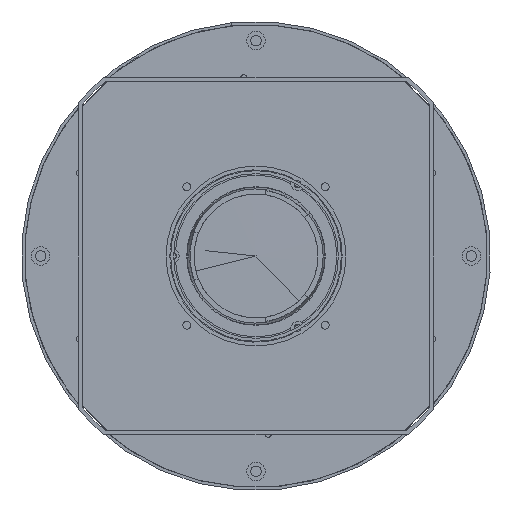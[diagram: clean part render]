
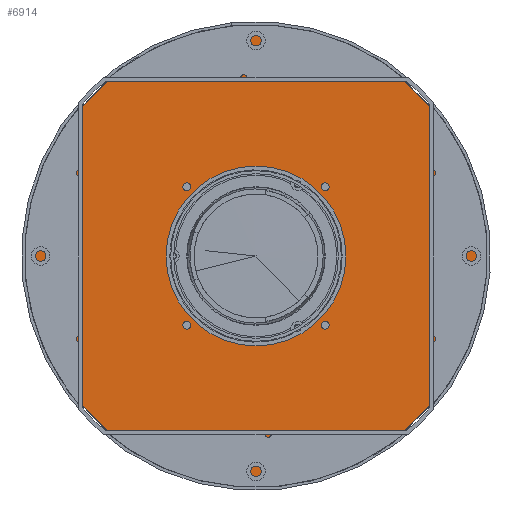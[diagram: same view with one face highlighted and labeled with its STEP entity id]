
A CAD part, front view. The second image highlights one B-rep face of the part: STEP entity #6914.
In plain terms, the highlighted face is planar.
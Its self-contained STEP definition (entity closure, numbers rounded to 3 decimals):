
#6657=CARTESIAN_POINT('',(0.,10.,0.));
#6658=DIRECTION('',(0.,-1.,0.));
#6659=DIRECTION('',(1.,0.,0.));
#6660=AXIS2_PLACEMENT_3D('',#6657,#6658,#6659);
#6662=CARTESIAN_POINT('',(0.,10.,0.));
#6663=DIRECTION('',(0.,-1.,0.));
#6664=DIRECTION('',(-1.,0.,0.));
#6665=AXIS2_PLACEMENT_3D('',#6662,#6663,#6664);
#6667=CARTESIAN_POINT('',(-45.,10.,-45.));
#6668=DIRECTION('',(0.,-1.,0.));
#6669=DIRECTION('',(1.,0.,0.));
#6670=AXIS2_PLACEMENT_3D('',#6667,#6668,#6669);
#6672=CARTESIAN_POINT('',(-45.,10.,-45.));
#6673=DIRECTION('',(0.,-1.,0.));
#6674=DIRECTION('',(-1.,0.,0.));
#6675=AXIS2_PLACEMENT_3D('',#6672,#6673,#6674);
#6677=CARTESIAN_POINT('',(-45.,10.,45.));
#6678=DIRECTION('',(0.,-1.,0.));
#6679=DIRECTION('',(1.,0.,0.));
#6680=AXIS2_PLACEMENT_3D('',#6677,#6678,#6679);
#6682=CARTESIAN_POINT('',(-45.,10.,45.));
#6683=DIRECTION('',(0.,-1.,0.));
#6684=DIRECTION('',(-1.,0.,0.));
#6685=AXIS2_PLACEMENT_3D('',#6682,#6683,#6684);
#6687=CARTESIAN_POINT('',(45.,10.,45.));
#6688=DIRECTION('',(0.,-1.,0.));
#6689=DIRECTION('',(1.,0.,0.));
#6690=AXIS2_PLACEMENT_3D('',#6687,#6688,#6689);
#6692=CARTESIAN_POINT('',(45.,10.,45.));
#6693=DIRECTION('',(0.,-1.,0.));
#6694=DIRECTION('',(-1.,0.,0.));
#6695=AXIS2_PLACEMENT_3D('',#6692,#6693,#6694);
#6697=CARTESIAN_POINT('',(45.,10.,-45.));
#6698=DIRECTION('',(0.,-1.,0.));
#6699=DIRECTION('',(1.,0.,0.));
#6700=AXIS2_PLACEMENT_3D('',#6697,#6698,#6699);
#6702=CARTESIAN_POINT('',(45.,10.,-45.));
#6703=DIRECTION('',(0.,-1.,0.));
#6704=DIRECTION('',(-1.,0.,0.));
#6705=AXIS2_PLACEMENT_3D('',#6702,#6703,#6704);
#6707=CARTESIAN_POINT('',(0.,10.,0.));
#6708=DIRECTION('',(0.,1.,0.));
#6709=DIRECTION('',(1.,0.,0.));
#6710=AXIS2_PLACEMENT_3D('',#6707,#6708,#6709);
#6712=CARTESIAN_POINT('',(0.,10.,0.));
#6713=DIRECTION('',(0.,1.,0.));
#6714=DIRECTION('',(-1.,0.,0.));
#6715=AXIS2_PLACEMENT_3D('',#6712,#6713,#6714);
#6777=CARTESIAN_POINT('',(58.5,10.,0.));
#6778=CARTESIAN_POINT('',(-58.5,10.,0.));
#6779=VERTEX_POINT('',#6777);
#6780=VERTEX_POINT('',#6778);
#6781=CARTESIAN_POINT('',(-42.5,10.,-45.));
#6782=CARTESIAN_POINT('',(-47.5,10.,-45.));
#6783=VERTEX_POINT('',#6781);
#6784=VERTEX_POINT('',#6782);
#6785=CARTESIAN_POINT('',(-42.5,10.,45.));
#6786=CARTESIAN_POINT('',(-47.5,10.,45.));
#6787=VERTEX_POINT('',#6785);
#6788=VERTEX_POINT('',#6786);
#6789=CARTESIAN_POINT('',(47.5,10.,45.));
#6790=CARTESIAN_POINT('',(42.5,10.,45.));
#6791=VERTEX_POINT('',#6789);
#6792=VERTEX_POINT('',#6790);
#6793=CARTESIAN_POINT('',(47.5,10.,-45.));
#6794=CARTESIAN_POINT('',(42.5,10.,-45.));
#6795=VERTEX_POINT('',#6793);
#6796=VERTEX_POINT('',#6794);
#6801=CARTESIAN_POINT('',(149.,10.,0.));
#6802=CARTESIAN_POINT('',(-149.,10.,0.));
#6803=VERTEX_POINT('',#6801);
#6804=VERTEX_POINT('',#6802);
#6875=CARTESIAN_POINT('',(0.,10.,0.));
#6876=DIRECTION('',(0.,1.,0.));
#6877=DIRECTION('',(1.,0.,0.));
#6878=AXIS2_PLACEMENT_3D('',#6875,#6876,#6877);
#6879=PLANE('',#6878);
#6881=ORIENTED_EDGE('',*,*,#6880,.F.);
#6883=ORIENTED_EDGE('',*,*,#6882,.F.);
#6884=EDGE_LOOP('',(#6881,#6883));
#6885=FACE_OUTER_BOUND('',#6884,.F.);
#6887=ORIENTED_EDGE('',*,*,#6886,.F.);
#6889=ORIENTED_EDGE('',*,*,#6888,.F.);
#6890=EDGE_LOOP('',(#6887,#6889));
#6891=FACE_BOUND('',#6890,.F.);
#6893=ORIENTED_EDGE('',*,*,#6892,.F.);
#6895=ORIENTED_EDGE('',*,*,#6894,.F.);
#6896=EDGE_LOOP('',(#6893,#6895));
#6897=FACE_BOUND('',#6896,.F.);
#6899=ORIENTED_EDGE('',*,*,#6898,.F.);
#6901=ORIENTED_EDGE('',*,*,#6900,.F.);
#6902=EDGE_LOOP('',(#6899,#6901));
#6903=FACE_BOUND('',#6902,.F.);
#6905=ORIENTED_EDGE('',*,*,#6904,.F.);
#6907=ORIENTED_EDGE('',*,*,#6906,.F.);
#6908=EDGE_LOOP('',(#6905,#6907));
#6909=FACE_BOUND('',#6908,.F.);
#6910=ORIENTED_EDGE('',*,*,#6855,.F.);
#6911=ORIENTED_EDGE('',*,*,#6869,.F.);
#6912=EDGE_LOOP('',(#6910,#6911));
#6913=FACE_BOUND('',#6912,.F.);
#6661=CIRCLE('',#6660,58.5);
#6666=CIRCLE('',#6665,58.5);
#6671=CIRCLE('',#6670,2.5);
#6676=CIRCLE('',#6675,2.5);
#6681=CIRCLE('',#6680,2.5);
#6686=CIRCLE('',#6685,2.5);
#6691=CIRCLE('',#6690,2.5);
#6696=CIRCLE('',#6695,2.5);
#6701=CIRCLE('',#6700,2.5);
#6706=CIRCLE('',#6705,2.5);
#6711=CIRCLE('',#6710,149.);
#6716=CIRCLE('',#6715,149.);
#6855=EDGE_CURVE('',#6779,#6780,#6661,.T.);
#6869=EDGE_CURVE('',#6780,#6779,#6666,.T.);
#6880=EDGE_CURVE('',#6803,#6804,#6711,.T.);
#6882=EDGE_CURVE('',#6804,#6803,#6716,.T.);
#6886=EDGE_CURVE('',#6783,#6784,#6671,.T.);
#6888=EDGE_CURVE('',#6784,#6783,#6676,.T.);
#6892=EDGE_CURVE('',#6787,#6788,#6681,.T.);
#6894=EDGE_CURVE('',#6788,#6787,#6686,.T.);
#6898=EDGE_CURVE('',#6791,#6792,#6691,.T.);
#6900=EDGE_CURVE('',#6792,#6791,#6696,.T.);
#6904=EDGE_CURVE('',#6795,#6796,#6701,.T.);
#6906=EDGE_CURVE('',#6796,#6795,#6706,.T.);
#6914=ADVANCED_FACE('',(#6885,#6891,#6897,#6903,#6909,#6913),#6879,.T.);
